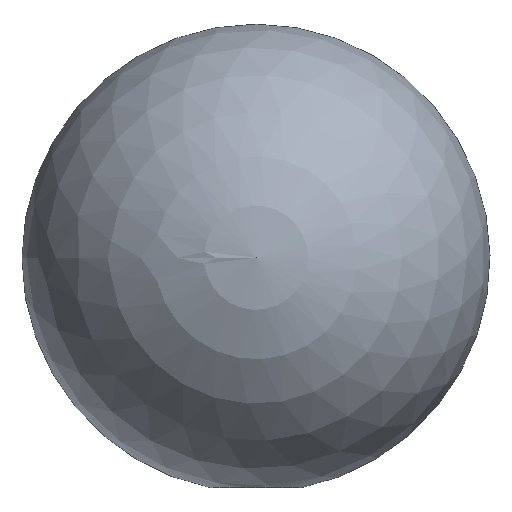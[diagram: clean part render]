
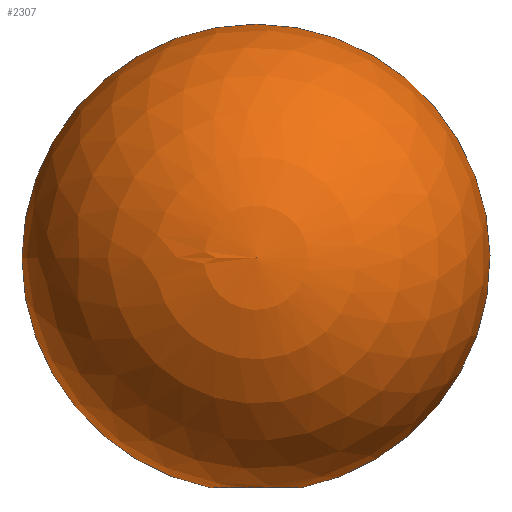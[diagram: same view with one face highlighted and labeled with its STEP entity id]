
A CAD part, top view. The second image highlights one B-rep face of the part: STEP entity #2307.
In plain terms, the highlighted spherical face has radius 20 mm.
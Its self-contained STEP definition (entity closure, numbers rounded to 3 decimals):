
#1108 = AXIS2_PLACEMENT_3D ( 'NONE', #4185, #10705, #5136 ) ;
#1666 = CARTESIAN_POINT ( 'NONE',  ( 0., 0., 0. ) ) ;
#1694 = VERTEX_POINT ( 'NONE', #11503 ) ;
#1762 = DIRECTION ( 'NONE',  ( 0., 0., 1. ) ) ;
#1777 = CIRCLE ( 'NONE', #6291, 20. ) ;
#2017 = DIRECTION ( 'NONE',  ( 0., 0., -1. ) ) ;
#2110 = CARTESIAN_POINT ( 'NONE',  ( 0., -19.619, 3.886 ) ) ;
#2244 = FACE_OUTER_BOUND ( 'NONE', #6173, .T. ) ;
#2246 = CIRCLE ( 'NONE', #10963, 3.886 ) ;
#2307 = ADVANCED_FACE ( 'NONE', ( #2244 ), #7470, .T. ) ;
#2395 = CIRCLE ( 'NONE', #5888, 20. ) ;
#2608 = DIRECTION ( 'NONE',  ( -1., 0., 0. ) ) ;
#2853 = CIRCLE ( 'NONE', #1108, 3.886 ) ;
#3394 = VERTEX_POINT ( 'NONE', #2110 ) ;
#3609 = ORIENTED_EDGE ( 'NONE', *, *, #7014, .T. ) ;
#3858 = DIRECTION ( 'NONE',  ( 0., 1., 0. ) ) ;
#3879 = CARTESIAN_POINT ( 'NONE',  ( 0., 0., 0. ) ) ;
#4132 = EDGE_CURVE ( 'NONE', #10607, #10982, #2395, .T. ) ;
#4185 = CARTESIAN_POINT ( 'NONE',  ( 0., -19.619, 0. ) ) ;
#4507 = CARTESIAN_POINT ( 'NONE',  ( 3.886, -19.619, 0. ) ) ;
#4776 = EDGE_CURVE ( 'NONE', #3394, #10982, #2246, .T. ) ;
#4818 = DIRECTION ( 'NONE',  ( -1., 0., 0. ) ) ;
#5136 = DIRECTION ( 'NONE',  ( 0., 0., 1. ) ) ;
#5297 = ORIENTED_EDGE ( 'NONE', *, *, #9491, .T. ) ;
#5803 = ORIENTED_EDGE ( 'NONE', *, *, #4132, .F. ) ;
#5888 = AXIS2_PLACEMENT_3D ( 'NONE', #1666, #8172, #2608 ) ;
#6173 = EDGE_LOOP ( 'NONE', ( #5803, #3609, #5297, #6691 ) ) ;
#6291 = AXIS2_PLACEMENT_3D ( 'NONE', #7329, #1762, #8275 ) ;
#6691 = ORIENTED_EDGE ( 'NONE', *, *, #4776, .T. ) ;
#7014 = EDGE_CURVE ( 'NONE', #10607, #1694, #1777, .T. ) ;
#7243 = CARTESIAN_POINT ( 'NONE',  ( 0., 20., 0. ) ) ;
#7329 = CARTESIAN_POINT ( 'NONE',  ( 0., 0., 0. ) ) ;
#7470 = SPHERICAL_SURFACE ( 'NONE', #10317, 20. ) ;
#8172 = DIRECTION ( 'NONE',  ( 0., 0., -1. ) ) ;
#8275 = DIRECTION ( 'NONE',  ( 1., 0., 0. ) ) ;
#9441 = CARTESIAN_POINT ( 'NONE',  ( 0., -19.619, 0. ) ) ;
#9491 = EDGE_CURVE ( 'NONE', #1694, #3394, #2853, .T. ) ;
#10317 = AXIS2_PLACEMENT_3D ( 'NONE', #3879, #2017, #4818 ) ;
#10378 = DIRECTION ( 'NONE',  ( 0., 0., 1. ) ) ;
#10607 = VERTEX_POINT ( 'NONE', #7243 ) ;
#10705 = DIRECTION ( 'NONE',  ( 0., 1., 0. ) ) ;
#10963 = AXIS2_PLACEMENT_3D ( 'NONE', #9441, #3858, #10378 ) ;
#10982 = VERTEX_POINT ( 'NONE', #4507 ) ;
#11503 = CARTESIAN_POINT ( 'NONE',  ( -3.886, -19.619, 0. ) ) ;
